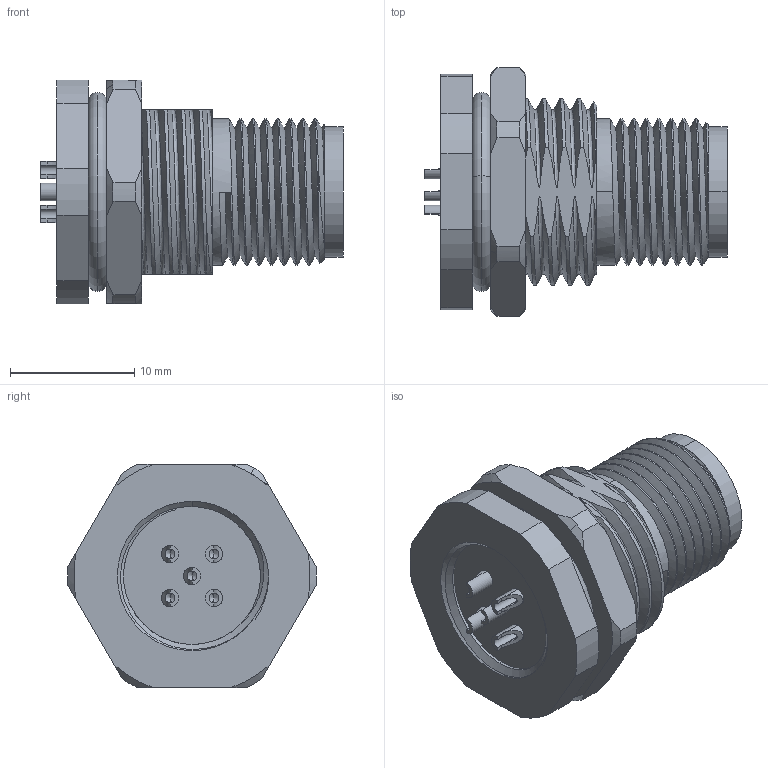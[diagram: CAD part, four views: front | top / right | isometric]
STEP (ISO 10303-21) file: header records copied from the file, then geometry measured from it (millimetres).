
FILE_DESCRIPTION (( 'STEP AP203' ), '1' );
FILE_NAME ('54-00380_revA.STEP', '2023-05-19T15:54:15', ( '' ), ( '' ), 'SwSTEP 2.0', 'SolidWorks 2021', '' );
FILE_SCHEMA (( 'CONFIG_CONTROL_DESIGN' ));
Length unit declared in the file: millimetre
Products named in the file (6): 54-00380-01___; 54-00380-03___; 54-00380-04___; 54-00380_revA; 54-00380-02; 54-00380-05___
Assembly tree (9 placements, depth 2):
  54-00380_revA
    54-00380-01___
    54-00380-02
    54-00380-05___
    54-00380-04___
    54-00380-03___  x5
Bounding box: 24.3 x 19.99 x 18 mm (x, y, z)
Volume: 3038.2 mm3; surface area: 5675.8 mm2
Topology: 10 solids, 10 shells, 385 faces, 952 edges, 603 vertices
Faces by surface type: cylinder 162, plane 79, cone 65, bspline 45, torus 24, sphere 10
Entity records: 23139 total; most frequent: CARTESIAN_POINT 16332, ORIENTED_EDGE 1404, DIRECTION 1131, EDGE_CURVE 702, VERTEX_POINT 459, AXIS2_PLACEMENT_3D 452, EDGE_LOOP 309, FACE_OUTER_BOUND 269
